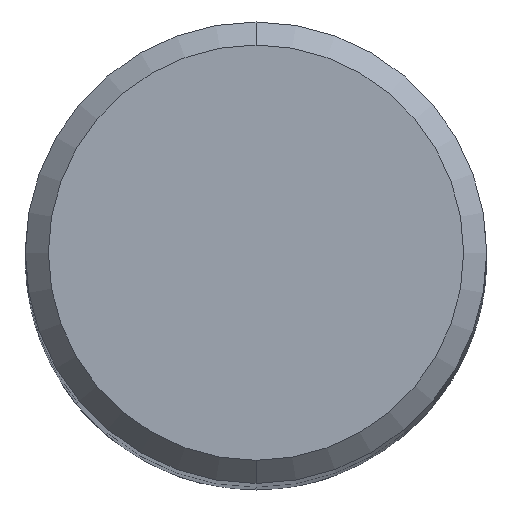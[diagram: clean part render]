
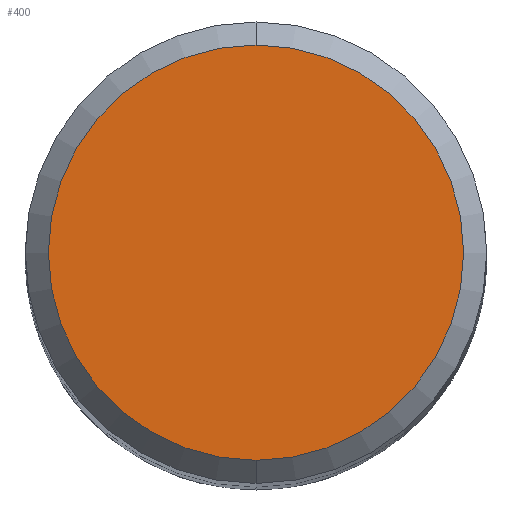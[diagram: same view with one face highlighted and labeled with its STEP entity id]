
A CAD part, top view. The second image highlights one B-rep face of the part: STEP entity #400.
In plain terms, the highlighted planar face has unit normal (0, 0, 1).
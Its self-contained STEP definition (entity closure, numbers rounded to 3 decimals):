
#278=VERTEX_POINT('',#775);
#400=ADVANCED_FACE('',(#908),#909,.T.);
#410=EDGE_CURVE('',#278,#650,#919,.T.);
#446=EDGE_CURVE('',#650,#278,#957,.T.);
#650=VERTEX_POINT('',#1181);
#775=CARTESIAN_POINT('',(0.,-3.6,0.0));
#908=FACE_OUTER_BOUND('',#2078,.T.);
#909=PLANE('',#2079);
#919=CIRCLE('',#2098,3.6);
#957=CIRCLE('',#2229,3.6);
#1181=CARTESIAN_POINT('',(0.0,3.6,0.0));
#2078=EDGE_LOOP('',(#4169,#4170));
#2079=AXIS2_PLACEMENT_3D('',#4171,#4172,#4173);
#2098=AXIS2_PLACEMENT_3D('',#4180,#4181,#4182);
#2229=AXIS2_PLACEMENT_3D('',#4211,#4212,#4213);
#4169=ORIENTED_EDGE('',*,*,#446,.F.);
#4170=ORIENTED_EDGE('',*,*,#410,.F.);
#4171=CARTESIAN_POINT('',(0.0,1.8,0.0));
#4172=DIRECTION('',(-0.0,0.0,1.0));
#4173=DIRECTION('',(0.0,-1.0,0.0));
#4180=CARTESIAN_POINT('',(0.0,0.0,0.0));
#4181=DIRECTION('',(0.0,0.0,-1.0));
#4182=DIRECTION('',(0.0,1.0,0.0));
#4211=CARTESIAN_POINT('',(0.0,0.0,0.0));
#4212=DIRECTION('',(0.0,0.0,-1.0));
#4213=DIRECTION('',(0.0,1.0,0.0));
